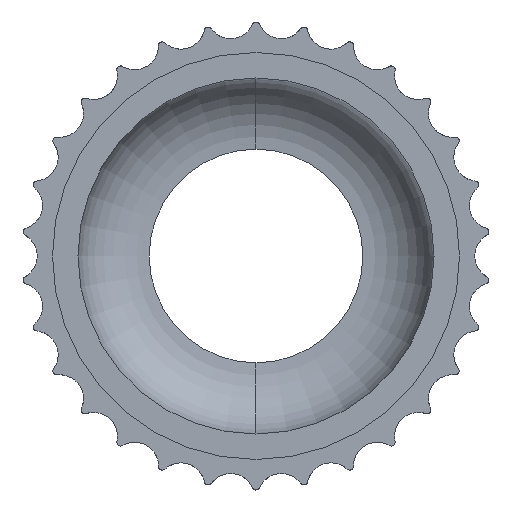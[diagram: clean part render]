
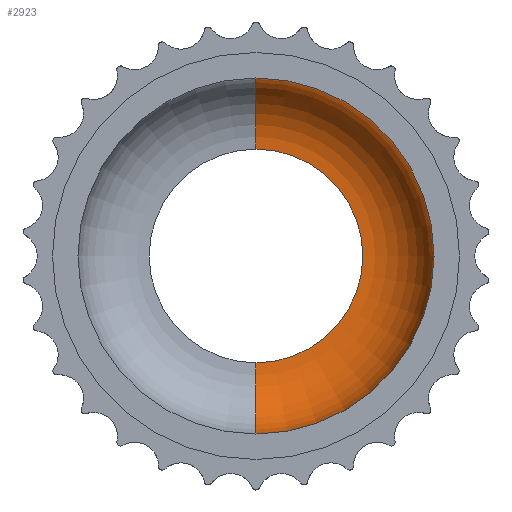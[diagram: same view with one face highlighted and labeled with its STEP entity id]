
A CAD part, left-side view. The second image highlights one B-rep face of the part: STEP entity #2923.
In plain terms, the highlighted toroidal (fillet/blend) face has major radius 2.1 mm and minor radius 1.4 mm.
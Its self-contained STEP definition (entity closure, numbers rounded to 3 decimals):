
#6 = AXIS2_PLACEMENT_3D ( 'NONE', #2512, #806, #3529 ) ;
#38 = VERTEX_POINT ( 'NONE', #3100 ) ;
#80 = DIRECTION ( 'NONE',  ( 1., 0., 0. ) ) ;
#243 = DIRECTION ( 'NONE',  ( 0., 0., 1. ) ) ;
#422 = EDGE_CURVE ( 'NONE', #2627, #3910, #3126, .T. ) ;
#677 = DIRECTION ( 'NONE',  ( -1., 0., 0. ) ) ;
#690 = CIRCLE ( 'NONE', #2960, 2.1 ) ;
#710 = CARTESIAN_POINT ( 'NONE',  ( 0.1, 0., 3.5 ) ) ;
#763 = CIRCLE ( 'NONE', #3247, 1.4 ) ;
#770 = DIRECTION ( 'NONE',  ( -1., 0., 0. ) ) ;
#806 = DIRECTION ( 'NONE',  ( 0., -1., 0. ) ) ;
#1164 = DIRECTION ( 'NONE',  ( 0., 0., 1. ) ) ;
#1348 = EDGE_LOOP ( 'NONE', ( #2726, #1488, #4265, #2143 ) ) ;
#1434 = VERTEX_POINT ( 'NONE', #3549 ) ;
#1488 = ORIENTED_EDGE ( 'NONE', *, *, #1817, .T. ) ;
#1526 = FACE_OUTER_BOUND ( 'NONE', #1348, .T. ) ;
#1629 = CIRCLE ( 'NONE', #3457, 3.5 ) ;
#1652 = DIRECTION ( 'NONE',  ( 0., 1., 0. ) ) ;
#1817 = EDGE_CURVE ( 'NONE', #1434, #38, #763, .T. ) ;
#1895 = TOROIDAL_SURFACE ( 'NONE', #2105, 2.1, 1.4 ) ;
#1967 = CARTESIAN_POINT ( 'NONE',  ( 1.5, 0., 0. ) ) ;
#2058 = EDGE_CURVE ( 'NONE', #3910, #38, #1629, .T. ) ;
#2105 = AXIS2_PLACEMENT_3D ( 'NONE', #2450, #770, #2125 ) ;
#2125 = DIRECTION ( 'NONE',  ( 0., 0., 1. ) ) ;
#2143 = ORIENTED_EDGE ( 'NONE', *, *, #422, .F. ) ;
#2146 = CARTESIAN_POINT ( 'NONE',  ( 0.1, 0., 0. ) ) ;
#2450 = CARTESIAN_POINT ( 'NONE',  ( 0.1, 0., 0. ) ) ;
#2512 = CARTESIAN_POINT ( 'NONE',  ( 0.1, 0., 2.1 ) ) ;
#2627 = VERTEX_POINT ( 'NONE', #2847 ) ;
#2726 = ORIENTED_EDGE ( 'NONE', *, *, #3514, .F. ) ;
#2847 = CARTESIAN_POINT ( 'NONE',  ( 1.5, 0., 2.1 ) ) ;
#2923 = ADVANCED_FACE ( 'NONE', ( #1526 ), #1895, .F. ) ;
#2960 = AXIS2_PLACEMENT_3D ( 'NONE', #1967, #677, #3009 ) ;
#3009 = DIRECTION ( 'NONE',  ( 0., 0., 1. ) ) ;
#3100 = CARTESIAN_POINT ( 'NONE',  ( 0.1, 0., -3.5 ) ) ;
#3126 = CIRCLE ( 'NONE', #6, 1.4 ) ;
#3247 = AXIS2_PLACEMENT_3D ( 'NONE', #3677, #1652, #243 ) ;
#3457 = AXIS2_PLACEMENT_3D ( 'NONE', #2146, #80, #1164 ) ;
#3514 = EDGE_CURVE ( 'NONE', #1434, #2627, #690, .T. ) ;
#3529 = DIRECTION ( 'NONE',  ( 0., 0., -1. ) ) ;
#3549 = CARTESIAN_POINT ( 'NONE',  ( 1.5, 0., -2.1 ) ) ;
#3677 = CARTESIAN_POINT ( 'NONE',  ( 0.1, 0., -2.1 ) ) ;
#3910 = VERTEX_POINT ( 'NONE', #710 ) ;
#4265 = ORIENTED_EDGE ( 'NONE', *, *, #2058, .F. ) ;
